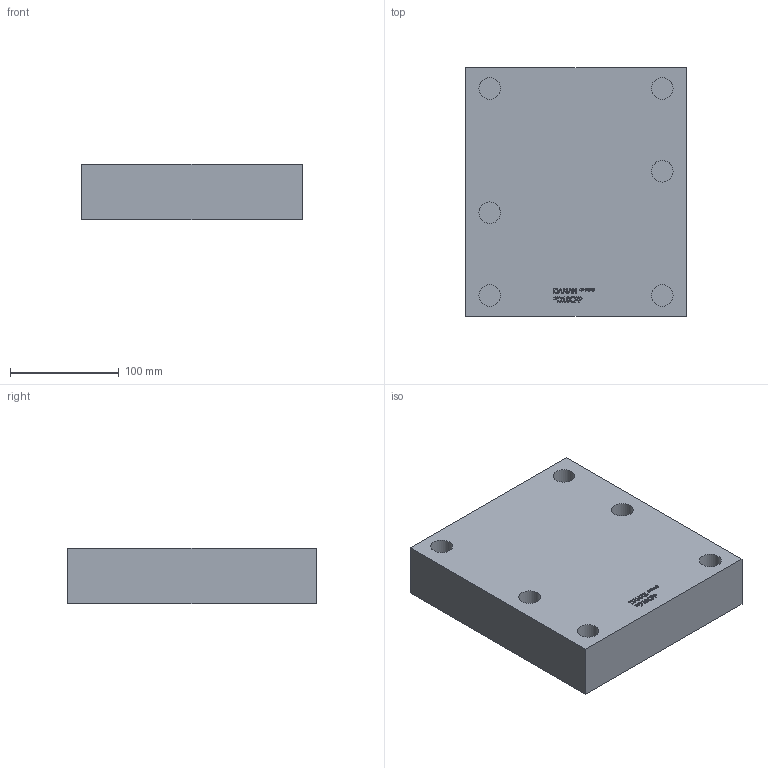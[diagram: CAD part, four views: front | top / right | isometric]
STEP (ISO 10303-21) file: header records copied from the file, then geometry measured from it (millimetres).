
FILE_DESCRIPTION(/* description */ (''),/* implementation_level */ '2;1');
FILE_NAME(/* name */ '_D10CPP.stp',/* time_stamp */ '2021-12-08T08:09:37-05:00',/* author */ ('jrf'),/* organization */ (''),/* preprocessor_version */ 'ST-DEVELOPER v18',/* originating_system */ 'Autodesk Inventor 2020',/* authorisation */ '');
FILE_SCHEMA (('AUTOMOTIVE_DESIGN { 1 0 10303 214 3 1 1 }'));
Length unit declared in the file: inch
Products named in the file (1): _D10CPP
Bounding box: 203.2 x 228.6 x 50.8 mm (x, y, z)
Volume: 2228073.9 mm3; surface area: 161233.7 mm2
Topology: 1 solids, 1 shells, 309 faces, 819 edges, 547 vertices
Faces by surface type: plane 218, bspline 61, cylinder 21, cone 9
Full cylindrical faces by diameter (mm): 6.35 x3, 19.837 x12, 25.4 x2, 44.45 x4
Entity records: 9996 total; most frequent: CARTESIAN_POINT 2652, ORIENTED_EDGE 1620, DIRECTION 1240, EDGE_CURVE 810, LINE 634, VECTOR 634, VERTEX_POINT 547, EDGE_LOOP 353
